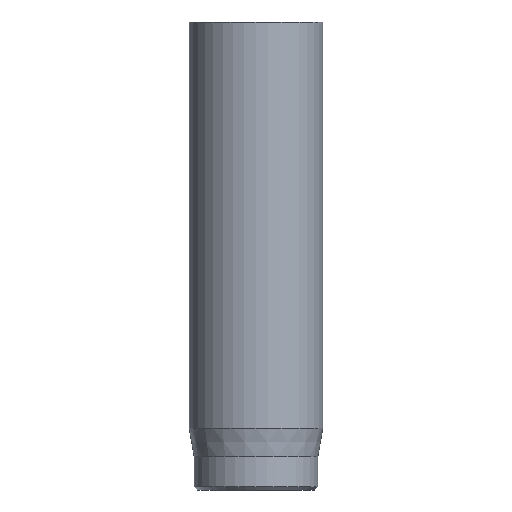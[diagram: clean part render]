
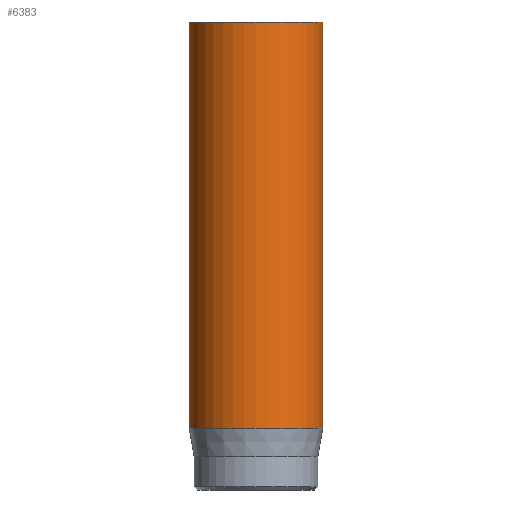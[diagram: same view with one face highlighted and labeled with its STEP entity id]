
A CAD part, front view. The second image highlights one B-rep face of the part: STEP entity #6383.
In plain terms, the highlighted cylindrical face has radius 2 mm (diameter 4 mm), a full revolution.
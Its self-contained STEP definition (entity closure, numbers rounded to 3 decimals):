
#53=CYLINDRICAL_SURFACE('',#6630,2.);
#58=CIRCLE('',#6600,2.);
#72=CIRCLE('',#6628,2.);
#73=CIRCLE('',#6629,2.);
#526=FACE_OUTER_BOUND('',#903,.T.);
#903=EDGE_LOOP('',(#5522,#5523,#5524,#5525,#5526));
#1378=LINE('',#11566,#1863);
#1863=VECTOR('',#7335,2.);
#2881=VERTEX_POINT('',#11511);
#2895=VERTEX_POINT('',#11560);
#2896=VERTEX_POINT('',#11561);
#3770=EDGE_CURVE('',#2881,#2881,#58,.T.);
#3791=EDGE_CURVE('',#2895,#2896,#72,.T.);
#3792=EDGE_CURVE('',#2896,#2895,#73,.T.);
#3794=EDGE_CURVE('',#2881,#2895,#1378,.T.);
#5522=ORIENTED_EDGE('',*,*,#3770,.T.);
#5523=ORIENTED_EDGE('',*,*,#3794,.T.);
#5524=ORIENTED_EDGE('',*,*,#3791,.T.);
#5525=ORIENTED_EDGE('',*,*,#3792,.T.);
#5526=ORIENTED_EDGE('',*,*,#3794,.F.);
#6383=ADVANCED_FACE('',(#526),#53,.T.);
#6600=AXIS2_PLACEMENT_3D('',#11512,#7265,#7266);
#6628=AXIS2_PLACEMENT_3D('',#11562,#7328,#7329);
#6629=AXIS2_PLACEMENT_3D('',#11563,#7330,#7331);
#6630=AXIS2_PLACEMENT_3D('',#11565,#7333,#7334);
#7265=DIRECTION('center_axis',(0.,0.,-1.));
#7266=DIRECTION('ref_axis',(-1.,0.,0.));
#7328=DIRECTION('center_axis',(0.,0.,1.));
#7329=DIRECTION('ref_axis',(-1.,0.,0.));
#7330=DIRECTION('center_axis',(0.,0.,1.));
#7331=DIRECTION('ref_axis',(-1.,0.,0.));
#7333=DIRECTION('center_axis',(0.,0.,1.));
#7334=DIRECTION('ref_axis',(-1.,0.,0.));
#7335=DIRECTION('',(0.,0.,-1.));
#11511=CARTESIAN_POINT('',(2.,0.,14.));
#11512=CARTESIAN_POINT('Origin',(0.,0.,14.));
#11560=CARTESIAN_POINT('',(2.,0.,1.851));
#11561=CARTESIAN_POINT('',(-2.,0.,1.851));
#11562=CARTESIAN_POINT('Origin',(0.,0.,1.851));
#11563=CARTESIAN_POINT('Origin',(0.,0.,1.851));
#11565=CARTESIAN_POINT('Origin',(0.,0.,0.));
#11566=CARTESIAN_POINT('',(2.,0.,0.));
